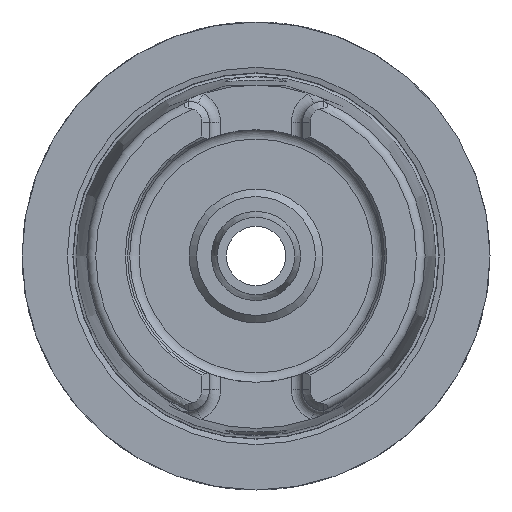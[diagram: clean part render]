
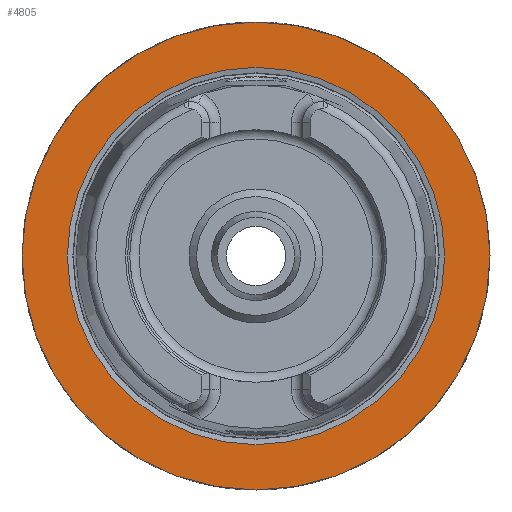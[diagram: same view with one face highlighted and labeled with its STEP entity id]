
A CAD part, left-side view. The second image highlights one B-rep face of the part: STEP entity #4805.
In plain terms, the highlighted planar face has unit normal (-1, 0, 0).
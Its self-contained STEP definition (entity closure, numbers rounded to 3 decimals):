
#4052=CARTESIAN_POINT('',(0.0,31.5,0.0));
#4053=VERTEX_POINT('',#4052);
#4054=CARTESIAN_POINT('',(0.0,0.0,0.0));
#4055=DIRECTION('',(1.0,0.0,0.0));
#4056=DIRECTION('',(0.0,1.0,0.0));
#4057=AXIS2_PLACEMENT_3D('',#4054,#4055,#4056);
#4058=CIRCLE('',#4057,31.5);
#4059=EDGE_CURVE('',#4053,#4053,#4058,.T.);
#4779=CARTESIAN_POINT('',(0.0,25.4,0.0));
#4780=VERTEX_POINT('',#4779);
#4781=CARTESIAN_POINT('',(0.0,0.0,0.0));
#4782=DIRECTION('',(1.0,0.0,0.0));
#4783=DIRECTION('',(0.0,1.0,0.0));
#4784=AXIS2_PLACEMENT_3D('',#4781,#4782,#4783);
#4785=CIRCLE('',#4784,25.4);
#4786=EDGE_CURVE('',#4780,#4780,#4785,.T.);
#4794=CARTESIAN_POINT('',(0.0,28.45,0.0));
#4795=DIRECTION('',(-1.0,0.0,0.0));
#4796=DIRECTION('',(0.0,0.0,1.0));
#4797=AXIS2_PLACEMENT_3D('',#4794,#4795,#4796);
#4798=PLANE('',#4797);
#4799=ORIENTED_EDGE('',*,*,#4059,.F.);
#4800=EDGE_LOOP('',(#4799));
#4801=FACE_OUTER_BOUND('',#4800,.T.);
#4802=ORIENTED_EDGE('',*,*,#4786,.T.);
#4803=EDGE_LOOP('',(#4802));
#4804=FACE_BOUND('',#4803,.T.);
#4805=ADVANCED_FACE('',(#4801,#4804),#4798,.T.);
